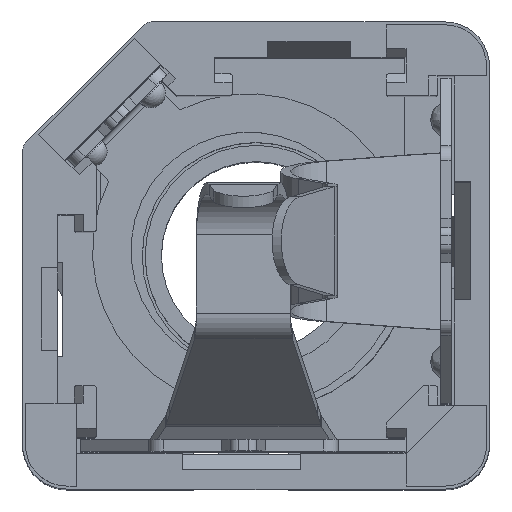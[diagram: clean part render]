
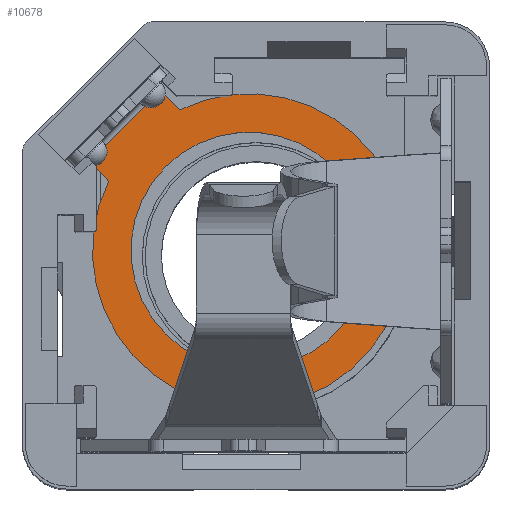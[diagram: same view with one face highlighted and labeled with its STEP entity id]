
A CAD part, top view. The second image highlights one B-rep face of the part: STEP entity #10678.
In plain terms, the highlighted planar face has unit normal (0, 0, 1).
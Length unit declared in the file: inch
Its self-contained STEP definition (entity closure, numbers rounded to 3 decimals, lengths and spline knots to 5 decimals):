
#304=FACE_BOUND('',#1543,.T.);
#525=PLANE('',#11303);
#969=FACE_OUTER_BOUND('',#1542,.T.);
#1542=EDGE_LOOP('',(#8317,#8318,#8319,#8320));
#1543=EDGE_LOOP('',(#8321,#8322));
#2434=LINE('',#18568,#3494);
#2467=LINE('',#18682,#3527);
#2468=LINE('',#18684,#3528);
#3494=VECTOR('',#12894,0.03662);
#3527=VECTOR('',#13007,0.03662);
#3528=VECTOR('',#13010,0.13386);
#4022=CIRCLE('',#11261,0.20866);
#4047=CIRCLE('',#11304,0.15748);
#4048=CIRCLE('',#11305,0.15748);
#4725=VERTEX_POINT('',#18561);
#4726=VERTEX_POINT('',#18563);
#4727=VERTEX_POINT('',#18567);
#4768=VERTEX_POINT('',#18678);
#4769=VERTEX_POINT('',#18685);
#4770=VERTEX_POINT('',#18686);
#5964=EDGE_CURVE('',#4725,#4726,#4022,.T.);
#5966=EDGE_CURVE('',#4727,#4726,#2434,.T.);
#6023=EDGE_CURVE('',#4725,#4768,#2467,.T.);
#6024=EDGE_CURVE('',#4768,#4727,#2468,.T.);
#6025=EDGE_CURVE('',#4769,#4770,#4047,.T.);
#6026=EDGE_CURVE('',#4770,#4769,#4048,.T.);
#8317=ORIENTED_EDGE('',*,*,#5964,.F.);
#8318=ORIENTED_EDGE('',*,*,#6023,.T.);
#8319=ORIENTED_EDGE('',*,*,#6024,.T.);
#8320=ORIENTED_EDGE('',*,*,#5966,.T.);
#8321=ORIENTED_EDGE('',*,*,#6025,.T.);
#8322=ORIENTED_EDGE('',*,*,#6026,.T.);
#10678=ADVANCED_FACE('',(#969,#304),#525,.T.);
#11261=AXIS2_PLACEMENT_3D('',#18564,#12889,#12890);
#11303=AXIS2_PLACEMENT_3D('',#18683,#13008,#13009);
#11304=AXIS2_PLACEMENT_3D('',#18687,#13011,#13012);
#11305=AXIS2_PLACEMENT_3D('',#18688,#13013,#13014);
#12889=DIRECTION('center_axis',(0.,0.,
-1.));
#12890=DIRECTION('ref_axis',(-0.443,0.897,0.));
#12894=DIRECTION('',(0.707,-0.707,0.));
#13007=DIRECTION('',(-0.707,0.707,0.));
#13008=DIRECTION('center_axis',(0.,0.,
1.));
#13009=DIRECTION('ref_axis',(0.707,0.707,0.));
#13010=DIRECTION('',(-0.707,-0.707,0.));
#13011=DIRECTION('center_axis',(0.,0.,
-1.));
#13012=DIRECTION('ref_axis',(0.707,0.707,0.));
#13013=DIRECTION('center_axis',(0.,0.,
-1.));
#13014=DIRECTION('ref_axis',(0.707,0.707,0.));
#18561=CARTESIAN_POINT('',(0.20948,0.50582,-0.57087));
#18563=CARTESIAN_POINT('',(0.11483,0.41117,-0.57087));
#18564=CARTESIAN_POINT('Origin',(0.30191,0.31875,-0.57087));
#18567=CARTESIAN_POINT('',(0.08894,0.43706,-0.57087));
#18568=CARTESIAN_POINT('',(0.08894,0.43706,-0.57087));
#18678=CARTESIAN_POINT('',(0.18359,0.53171,-0.57087));
#18682=CARTESIAN_POINT('',(0.20948,0.50582,-0.57087));
#18683=CARTESIAN_POINT('Origin',(0.30191,0.31875,-0.57087));
#18684=CARTESIAN_POINT('',(0.18359,0.53171,-0.57087));
#18685=CARTESIAN_POINT('',(0.41326,0.4301,-0.57087));
#18686=CARTESIAN_POINT('',(0.19055,0.20739,-0.57087));
#18687=CARTESIAN_POINT('Origin',(0.30191,0.31875,-0.57087));
#18688=CARTESIAN_POINT('Origin',(0.30191,0.31875,-0.57087));
